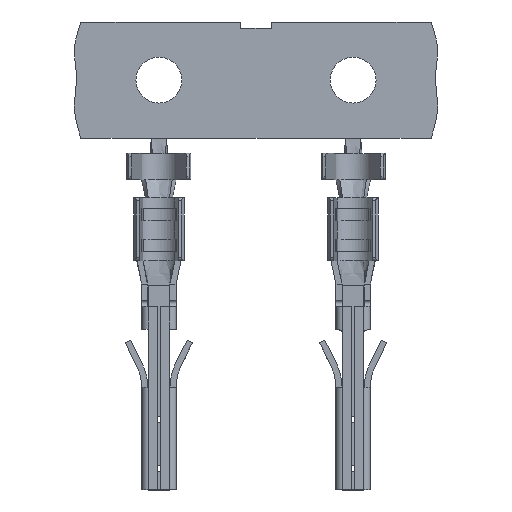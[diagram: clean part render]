
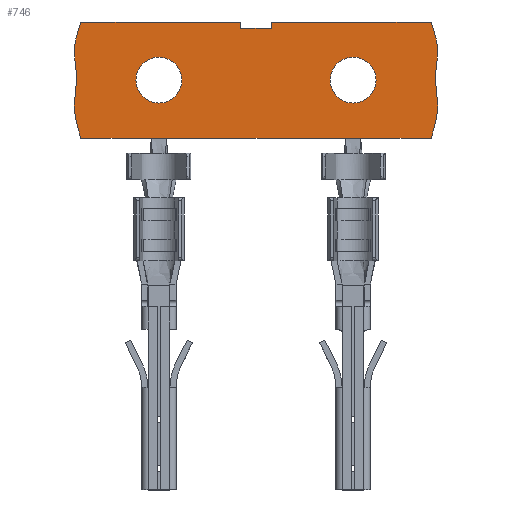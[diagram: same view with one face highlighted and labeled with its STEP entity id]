
A CAD part, top view. The second image highlights one B-rep face of the part: STEP entity #746.
In plain terms, the highlighted planar face has unit normal (0, 0, 1).
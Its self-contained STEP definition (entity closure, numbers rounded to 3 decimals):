
#746 = ADVANCED_FACE( '', ( #1795, #1796, #1797 ), #1798, .F. );
#1795 = FACE_OUTER_BOUND( '', #4226, .T. );
#1796 = FACE_BOUND( '', #4227, .T. );
#1797 = FACE_BOUND( '', #4228, .T. );
#1798 = PLANE( '', #4229 );
#4226 = EDGE_LOOP( '', ( #6975, #6976, #6977, #6978, #6979, #6980, #6981, #6982, #6983, #6984, #6985, #6986 ) );
#4227 = EDGE_LOOP( '', ( #6987 ) );
#4228 = EDGE_LOOP( '', ( #6988 ) );
#4229 = AXIS2_PLACEMENT_3D( '', #6989, #6990, #6991 );
#6975 = ORIENTED_EDGE( '', *, *, #10110, .F. );
#6976 = ORIENTED_EDGE( '', *, *, #10455, .F. );
#6977 = ORIENTED_EDGE( '', *, *, #10456, .F. );
#6978 = ORIENTED_EDGE( '', *, *, #10183, .F. );
#6979 = ORIENTED_EDGE( '', *, *, #10457, .F. );
#6980 = ORIENTED_EDGE( '', *, *, #9955, .F. );
#6981 = ORIENTED_EDGE( '', *, *, #10039, .F. );
#6982 = ORIENTED_EDGE( '', *, *, #10458, .T. );
#6983 = ORIENTED_EDGE( '', *, *, #10405, .F. );
#6984 = ORIENTED_EDGE( '', *, *, #10459, .T. );
#6985 = ORIENTED_EDGE( '', *, *, #10460, .F. );
#6986 = ORIENTED_EDGE( '', *, *, #10461, .T. );
#6987 = ORIENTED_EDGE( '', *, *, #10418, .T. );
#6988 = ORIENTED_EDGE( '', *, *, #10151, .T. );
#6989 = CARTESIAN_POINT( '', ( 0., 0., -0.675 ) );
#6990 = DIRECTION( '', ( 0., 0., -1. ) );
#6991 = DIRECTION( '', ( -1., 0., 0. ) );
#9955 = EDGE_CURVE( '', #11719, #11721, #11722, .T. );
#10039 = EDGE_CURVE( '', #11858, #11719, #11860, .T. );
#10110 = EDGE_CURVE( '', #11979, #11981, #11982, .T. );
#10151 = EDGE_CURVE( '', #12050, #12050, #12051, .T. );
#10183 = EDGE_CURVE( '', #12102, #12104, #12105, .T. );
#10405 = EDGE_CURVE( '', #11809, #11659, #12466, .T. );
#10418 = EDGE_CURVE( '', #12482, #12482, #12483, .T. );
#10455 = EDGE_CURVE( '', #12539, #11979, #12540, .T. );
#10456 = EDGE_CURVE( '', #12104, #12539, #12541, .T. );
#10457 = EDGE_CURVE( '', #11721, #12102, #12542, .T. );
#10458 = EDGE_CURVE( '', #11858, #11659, #12543, .F. );
#10459 = EDGE_CURVE( '', #11809, #12544, #12545, .F. );
#10460 = EDGE_CURVE( '', #12546, #12544, #12547, .T. );
#10461 = EDGE_CURVE( '', #12546, #11981, #12548, .T. );
#11659 = VERTEX_POINT( '', #14222 );
#11719 = VERTEX_POINT( '', #14309 );
#11721 = VERTEX_POINT( '', #14312 );
#11722 = B_SPLINE_CURVE_WITH_KNOTS( '', 3, ( #14313, #14314, #14315, #14316, #14317, #14318, #14319 ), .UNSPECIFIED., .F., .F., ( 4, 1, 1, 1, 4 ), ( 0., 0.28, 0.502, 0.753, 1. ), .UNSPECIFIED. );
#11809 = VERTEX_POINT( '', #14435 );
#11858 = VERTEX_POINT( '', #14511 );
#11860 = LINE( '', #14514, #14515 );
#11979 = VERTEX_POINT( '', #14682 );
#11981 = VERTEX_POINT( '', #14685 );
#11982 = LINE( '', #14686, #14687 );
#12050 = VERTEX_POINT( '', #14782 );
#12051 = CIRCLE( '', #14783, 0.75 );
#12102 = VERTEX_POINT( '', #14867 );
#12104 = VERTEX_POINT( '', #14870 );
#12105 = LINE( '', #14871, #14872 );
#12466 = LINE( '', #15459, #15460 );
#12482 = VERTEX_POINT( '', #15483 );
#12483 = CIRCLE( '', #15484, 0.75 );
#12539 = VERTEX_POINT( '', #15561 );
#12540 = LINE( '', #15562, #15563 );
#12541 = LINE( '', #15564, #15565 );
#12542 = LINE( '', #15566, #15567 );
#12543 = LINE( '', #15568, #15569 );
#12544 = VERTEX_POINT( '', #15570 );
#12545 = LINE( '', #15571, #15572 );
#12546 = VERTEX_POINT( '', #15573 );
#12547 = LINE( '', #15574, #15575 );
#12548 = B_SPLINE_CURVE_WITH_KNOTS( '', 3, ( #15576, #15577, #15578, #15579, #15580, #15581, #15582 ), .UNSPECIFIED., .F., .F., ( 4, 1, 1, 1, 4 ), ( 0., 0.28, 0.502, 0.753, 1. ), .UNSPECIFIED. );
#14222 = CARTESIAN_POINT( '', ( -6.1, 8.15, -0.675 ) );
#14309 = CARTESIAN_POINT( '', ( -8.902, 8.15, -0.675 ) );
#14312 = CARTESIAN_POINT( '', ( -8.902, 11.95, -0.675 ) );
#14313 = CARTESIAN_POINT( '', ( -8.902, 8.15, -0.675 ) );
#14314 = CARTESIAN_POINT( '', ( -9.011, 8.53, -0.675 ) );
#14315 = CARTESIAN_POINT( '', ( -9.204, 9.121, -0.675 ) );
#14316 = CARTESIAN_POINT( '', ( -8.951, 10.096, -0.675 ) );
#14317 = CARTESIAN_POINT( '', ( -9.209, 11.035, -0.675 ) );
#14318 = CARTESIAN_POINT( '', ( -9.005, 11.617, -0.675 ) );
#14319 = CARTESIAN_POINT( '', ( -8.902, 11.95, -0.675 ) );
#14435 = CARTESIAN_POINT( '', ( -0.25, 8.15, -0.675 ) );
#14511 = CARTESIAN_POINT( '', ( -6.6, 8.15, -0.675 ) );
#14514 = CARTESIAN_POINT( '', ( 3.175, 8.15, -0.675 ) );
#14515 = VECTOR( '', #17580, 1000. );
#14682 = CARTESIAN_POINT( '', ( -2.673, 11.95, -0.675 ) );
#14685 = CARTESIAN_POINT( '', ( 2.552, 11.95, -0.675 ) );
#14686 = CARTESIAN_POINT( '', ( -3.175, 11.95, -0.675 ) );
#14687 = VECTOR( '', #17664, 1000. );
#14782 = CARTESIAN_POINT( '', ( 0., 10.8, -0.675 ) );
#14783 = AXIS2_PLACEMENT_3D( '', #17707, #17708, #17709 );
#14867 = CARTESIAN_POINT( '', ( -3.677, 11.95, -0.675 ) );
#14870 = CARTESIAN_POINT( '', ( -3.677, 11.75, -0.675 ) );
#14871 = CARTESIAN_POINT( '', ( -3.677, 11.95, -0.675 ) );
#14872 = VECTOR( '', #17738, 1000. );
#15459 = CARTESIAN_POINT( '', ( 3.175, 8.15, -0.675 ) );
#15460 = VECTOR( '', #17955, 1000. );
#15483 = CARTESIAN_POINT( '', ( -6.35, 10.8, -0.675 ) );
#15484 = AXIS2_PLACEMENT_3D( '', #17965, #17966, #17967 );
#15561 = CARTESIAN_POINT( '', ( -2.673, 11.75, -0.675 ) );
#15562 = CARTESIAN_POINT( '', ( -2.673, 11.75, -0.675 ) );
#15563 = VECTOR( '', #18007, 1000. );
#15564 = CARTESIAN_POINT( '', ( -3.677, 11.75, -0.675 ) );
#15565 = VECTOR( '', #18008, 1000. );
#15566 = CARTESIAN_POINT( '', ( -3.175, 11.95, -0.675 ) );
#15567 = VECTOR( '', #18009, 1000. );
#15568 = CARTESIAN_POINT( '', ( -6.1, 8.15, -0.675 ) );
#15569 = VECTOR( '', #18010, 1000. );
#15570 = CARTESIAN_POINT( '', ( 0.25, 8.15, -0.675 ) );
#15571 = CARTESIAN_POINT( '', ( 0.25, 8.15, -0.675 ) );
#15572 = VECTOR( '', #18011, 1000. );
#15573 = CARTESIAN_POINT( '', ( 2.552, 8.15, -0.675 ) );
#15574 = CARTESIAN_POINT( '', ( 3.175, 8.15, -0.675 ) );
#15575 = VECTOR( '', #18012, 1000. );
#15576 = CARTESIAN_POINT( '', ( 2.552, 8.15, -0.675 ) );
#15577 = CARTESIAN_POINT( '', ( 2.661, 8.53, -0.675 ) );
#15578 = CARTESIAN_POINT( '', ( 2.854, 9.121, -0.675 ) );
#15579 = CARTESIAN_POINT( '', ( 2.601, 10.096, -0.675 ) );
#15580 = CARTESIAN_POINT( '', ( 2.859, 11.035, -0.675 ) );
#15581 = CARTESIAN_POINT( '', ( 2.655, 11.617, -0.675 ) );
#15582 = CARTESIAN_POINT( '', ( 2.552, 11.95, -0.675 ) );
#17580 = DIRECTION( '', ( -1., 0., 0. ) );
#17664 = DIRECTION( '', ( 1., 0., 0. ) );
#17707 = CARTESIAN_POINT( '', ( 0., 10.05, -0.675 ) );
#17708 = DIRECTION( '', ( 0., 0., -1. ) );
#17709 = DIRECTION( '', ( 0., 1., 0. ) );
#17738 = DIRECTION( '', ( 0., -1., 0. ) );
#17955 = DIRECTION( '', ( -1., 0., 0. ) );
#17965 = CARTESIAN_POINT( '', ( -6.35, 10.05, -0.675 ) );
#17966 = DIRECTION( '', ( 0., 0., -1. ) );
#17967 = DIRECTION( '', ( 0., 1., 0. ) );
#18007 = DIRECTION( '', ( 0., 1., 0. ) );
#18008 = DIRECTION( '', ( 1., 0., 0. ) );
#18009 = DIRECTION( '', ( 1., 0., 0. ) );
#18010 = DIRECTION( '', ( -1., 0., 0. ) );
#18011 = DIRECTION( '', ( -1., 0., 0. ) );
#18012 = DIRECTION( '', ( -1., 0., 0. ) );
